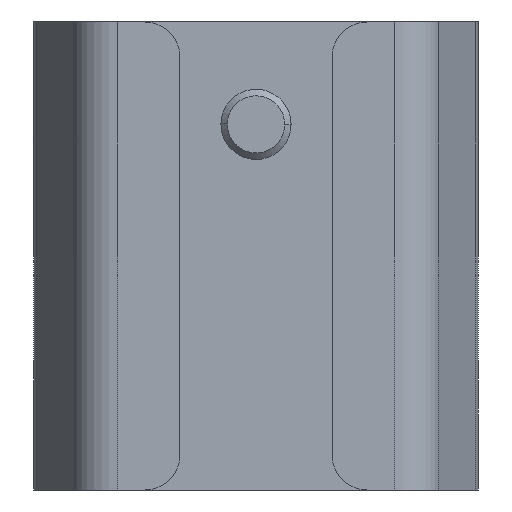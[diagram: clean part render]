
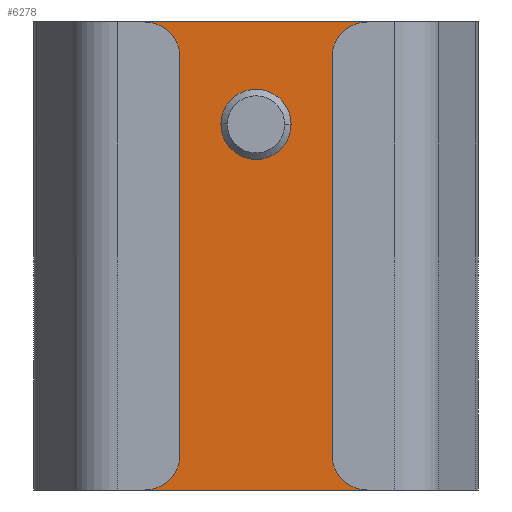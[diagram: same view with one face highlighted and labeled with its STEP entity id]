
A CAD part, front view. The second image highlights one B-rep face of the part: STEP entity #6278.
In plain terms, the highlighted planar face has unit normal (0, -1, 0).
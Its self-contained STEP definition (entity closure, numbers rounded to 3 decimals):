
#92 = CARTESIAN_POINT ( 'NONE',  ( 28.023, 42.422, 55.033 ) ) ;
#493 = CARTESIAN_POINT ( 'NONE',  ( 13.023, 42.422, 46.283 ) ) ;
#496 = DIRECTION ( 'NONE',  ( 1., 0., 0. ) ) ;
#535 = ORIENTED_EDGE ( 'NONE', *, *, #10968, .T. ) ;
#956 = LINE ( 'NONE', #2422, #3143 ) ;
#1106 = CARTESIAN_POINT ( 'NONE',  ( 28.023, 42.422, 55.033 ) ) ;
#1528 = AXIS2_PLACEMENT_3D ( 'NONE', #12481, #6624, #1665 ) ;
#1547 = VERTEX_POINT ( 'NONE', #92 ) ;
#1665 = DIRECTION ( 'NONE',  ( 0., 0., 1. ) ) ;
#1783 = CARTESIAN_POINT ( 'NONE',  ( -1.977, 42.422, 15.033 ) ) ;
#2212 = AXIS2_PLACEMENT_3D ( 'NONE', #12546, #5744, #8571 ) ;
#2233 = ORIENTED_EDGE ( 'NONE', *, *, #9924, .F. ) ;
#2414 = EDGE_CURVE ( 'NONE', #6166, #12055, #6291, .T. ) ;
#2422 = CARTESIAN_POINT ( 'NONE',  ( 28.023, 42.422, 55.033 ) ) ;
#2562 = EDGE_LOOP ( 'NONE', ( #535, #6944, #2233, #6544 ) ) ;
#3143 = VECTOR ( 'NONE', #5499, 1000. ) ;
#3461 = DIRECTION ( 'NONE',  ( 0., 1., 0. ) ) ;
#3701 = VECTOR ( 'NONE', #7199, 1000. ) ;
#4019 = EDGE_CURVE ( 'NONE', #12616, #7598, #12561, .T. ) ;
#4485 = EDGE_CURVE ( 'NONE', #1547, #9633, #7649, .T. ) ;
#5393 = DIRECTION ( 'NONE',  ( 0., 0., 1. ) ) ;
#5499 = DIRECTION ( 'NONE',  ( 1., 0., 0. ) ) ;
#5568 = CARTESIAN_POINT ( 'NONE',  ( 28.023, 42.422, 15.033 ) ) ;
#5744 = DIRECTION ( 'NONE',  ( 0., 1., 0. ) ) ;
#5817 = CARTESIAN_POINT ( 'NONE',  ( 13.023, 42.422, 44.183 ) ) ;
#6166 = VERTEX_POINT ( 'NONE', #9537 ) ;
#6200 = CARTESIAN_POINT ( 'NONE',  ( -1.977, 42.422, 55.033 ) ) ;
#6278 = ADVANCED_FACE ( 'NONE', ( #8551, #10089 ), #11374, .F. ) ;
#6291 = LINE ( 'NONE', #6200, #3701 ) ;
#6544 = ORIENTED_EDGE ( 'NONE', *, *, #2414, .T. ) ;
#6624 = DIRECTION ( 'NONE',  ( 0., 1., 0. ) ) ;
#6944 = ORIENTED_EDGE ( 'NONE', *, *, #4485, .F. ) ;
#7186 = ORIENTED_EDGE ( 'NONE', *, *, #7910, .T. ) ;
#7198 = DIRECTION ( 'NONE',  ( 0., 0., -1. ) ) ;
#7199 = DIRECTION ( 'NONE',  ( 0., 0., -1. ) ) ;
#7598 = VERTEX_POINT ( 'NONE', #10892 ) ;
#7649 = LINE ( 'NONE', #1106, #11933 ) ;
#7910 = EDGE_CURVE ( 'NONE', #7598, #12616, #8699, .T. ) ;
#8500 = LINE ( 'NONE', #5568, #9426 ) ;
#8551 = FACE_BOUND ( 'NONE', #12491, .T. ) ;
#8571 = DIRECTION ( 'NONE',  ( 0., 0., 1. ) ) ;
#8699 = CIRCLE ( 'NONE', #12538, 2.1 ) ;
#9426 = VECTOR ( 'NONE', #496, 1000. ) ;
#9537 = CARTESIAN_POINT ( 'NONE',  ( -1.977, 42.422, 55.033 ) ) ;
#9633 = VERTEX_POINT ( 'NONE', #12038 ) ;
#9924 = EDGE_CURVE ( 'NONE', #6166, #1547, #956, .T. ) ;
#9933 = ORIENTED_EDGE ( 'NONE', *, *, #4019, .T. ) ;
#10089 = FACE_OUTER_BOUND ( 'NONE', #2562, .T. ) ;
#10892 = CARTESIAN_POINT ( 'NONE',  ( 13.023, 42.422, 48.383 ) ) ;
#10968 = EDGE_CURVE ( 'NONE', #12055, #9633, #8500, .T. ) ;
#11374 = PLANE ( 'NONE',  #1528 ) ;
#11933 = VECTOR ( 'NONE', #7198, 1000. ) ;
#12038 = CARTESIAN_POINT ( 'NONE',  ( 28.023, 42.422, 15.033 ) ) ;
#12055 = VERTEX_POINT ( 'NONE', #1783 ) ;
#12481 = CARTESIAN_POINT ( 'NONE',  ( 28.023, 42.422, 55.033 ) ) ;
#12491 = EDGE_LOOP ( 'NONE', ( #7186, #9933 ) ) ;
#12538 = AXIS2_PLACEMENT_3D ( 'NONE', #493, #3461, #5393 ) ;
#12546 = CARTESIAN_POINT ( 'NONE',  ( 13.023, 42.422, 46.283 ) ) ;
#12561 = CIRCLE ( 'NONE', #2212, 2.1 ) ;
#12616 = VERTEX_POINT ( 'NONE', #5817 ) ;
